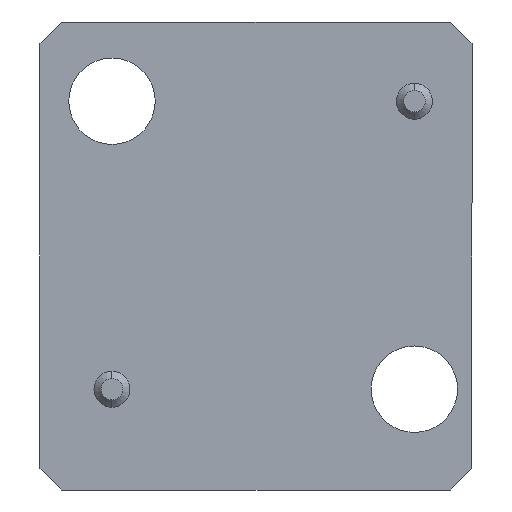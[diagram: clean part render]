
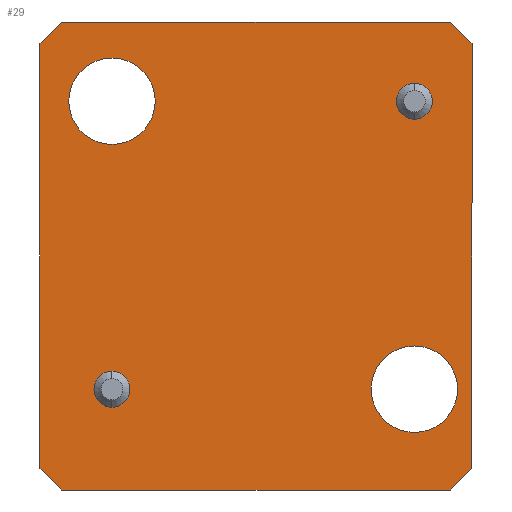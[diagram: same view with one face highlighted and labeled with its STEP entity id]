
A CAD part, front view. The second image highlights one B-rep face of the part: STEP entity #29.
In plain terms, the highlighted planar face has unit normal (0, -1, 0).
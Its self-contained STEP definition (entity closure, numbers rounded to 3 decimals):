
#8 = CARTESIAN_POINT ( 'NONE',  ( 60., 0., -3. ) ) ;
#12 = DIRECTION ( 'NONE',  ( -0.707, 0., -0.707 ) ) ;
#20 = CARTESIAN_POINT ( 'NONE',  ( 0., 0., 0. ) ) ;
#27 = CARTESIAN_POINT ( 'NONE',  ( 3., 0., 0. ) ) ;
#29 = ADVANCED_FACE ( 'NONE', ( #176, #844, #616, #257, #539 ), #402, .T. ) ;
#30 = VECTOR ( 'NONE', #228, 1000. ) ;
#34 = CARTESIAN_POINT ( 'NONE',  ( 52., 0., -11. ) ) ;
#38 = DIRECTION ( 'NONE',  ( 0., 1., 0. ) ) ;
#51 = CARTESIAN_POINT ( 'NONE',  ( 0., 0., -3. ) ) ;
#59 = DIRECTION ( 'NONE',  ( 0.707, 0., 0.707 ) ) ;
#62 = ORIENTED_EDGE ( 'NONE', *, *, #923, .F. ) ;
#82 = CARTESIAN_POINT ( 'NONE',  ( 10., 0., -5. ) ) ;
#100 = DIRECTION ( 'NONE',  ( 0., -1., 0. ) ) ;
#104 = ORIENTED_EDGE ( 'NONE', *, *, #185, .T. ) ;
#109 = VERTEX_POINT ( 'NONE', #774 ) ;
#117 = EDGE_CURVE ( 'NONE', #272, #932, #734, .T. ) ;
#118 = DIRECTION ( 'NONE',  ( 0., 0., 1. ) ) ;
#121 = DIRECTION ( 'NONE',  ( 0., 1., 0. ) ) ;
#130 = EDGE_CURVE ( 'NONE', #146, #258, #587, .T. ) ;
#139 = DIRECTION ( 'NONE',  ( 0., -1., 0. ) ) ;
#146 = VERTEX_POINT ( 'NONE', #27 ) ;
#147 = EDGE_CURVE ( 'NONE', #415, #353, #252, .T. ) ;
#160 = AXIS2_PLACEMENT_3D ( 'NONE', #344, #121, #550 ) ;
#162 = DIRECTION ( 'NONE',  ( 0., 1., 0. ) ) ;
#173 = ORIENTED_EDGE ( 'NONE', *, *, #452, .F. ) ;
#176 = FACE_BOUND ( 'NONE', #205, .T. ) ;
#179 = VERTEX_POINT ( 'NONE', #693 ) ;
#185 = EDGE_CURVE ( 'NONE', #712, #220, #198, .T. ) ;
#190 = CARTESIAN_POINT ( 'NONE',  ( 52., 0., -51. ) ) ;
#193 = DIRECTION ( 'NONE',  ( 0., 0., -1. ) ) ;
#198 = CIRCLE ( 'NONE', #933, 6. ) ;
#205 = EDGE_LOOP ( 'NONE', ( #321, #877 ) ) ;
#210 = LINE ( 'NONE', #504, #493 ) ;
#214 = CIRCLE ( 'NONE', #899, 6. ) ;
#217 = DIRECTION ( 'NONE',  ( 0., 0., -1. ) ) ;
#220 = VERTEX_POINT ( 'NONE', #499 ) ;
#221 = CARTESIAN_POINT ( 'NONE',  ( 0., 0., 0. ) ) ;
#228 = DIRECTION ( 'NONE',  ( 1., 0., 0. ) ) ;
#231 = AXIS2_PLACEMENT_3D ( 'NONE', #34, #507, #440 ) ;
#238 = LINE ( 'NONE', #523, #600 ) ;
#252 = CIRCLE ( 'NONE', #231, 2.5 ) ;
#255 = ORIENTED_EDGE ( 'NONE', *, *, #147, .F. ) ;
#257 = FACE_BOUND ( 'NONE', #622, .T. ) ;
#258 = VERTEX_POINT ( 'NONE', #718 ) ;
#261 = CARTESIAN_POINT ( 'NONE',  ( 10., 0., -11. ) ) ;
#265 = AXIS2_PLACEMENT_3D ( 'NONE', #293, #162, #444 ) ;
#272 = VERTEX_POINT ( 'NONE', #435 ) ;
#277 = EDGE_LOOP ( 'NONE', ( #858, #335, #173, #398, #593, #533, #845, #847 ) ) ;
#286 = EDGE_CURVE ( 'NONE', #525, #179, #214, .T. ) ;
#293 = CARTESIAN_POINT ( 'NONE',  ( 10., 0., -11. ) ) ;
#301 = CARTESIAN_POINT ( 'NONE',  ( 10., 0., -48.5 ) ) ;
#317 = EDGE_CURVE ( 'NONE', #109, #762, #773, .T. ) ;
#318 = DIRECTION ( 'NONE',  ( 0., 0., 1. ) ) ;
#321 = ORIENTED_EDGE ( 'NONE', *, *, #861, .F. ) ;
#330 = CIRCLE ( 'NONE', #160, 6. ) ;
#331 = VERTEX_POINT ( 'NONE', #51 ) ;
#334 = AXIS2_PLACEMENT_3D ( 'NONE', #812, #139, #381 ) ;
#335 = ORIENTED_EDGE ( 'NONE', *, *, #317, .T. ) ;
#340 = CARTESIAN_POINT ( 'NONE',  ( 3., 0., -65. ) ) ;
#344 = CARTESIAN_POINT ( 'NONE',  ( 52., 0., -51. ) ) ;
#353 = VERTEX_POINT ( 'NONE', #919 ) ;
#364 = VERTEX_POINT ( 'NONE', #779 ) ;
#373 = CARTESIAN_POINT ( 'NONE',  ( 52., 0., -8.5 ) ) ;
#375 = VECTOR ( 'NONE', #59, 1000. ) ;
#379 = CARTESIAN_POINT ( 'NONE',  ( -31., 0., -31. ) ) ;
#381 = DIRECTION ( 'NONE',  ( 0., 0., -1. ) ) ;
#386 = CARTESIAN_POINT ( 'NONE',  ( 60., 0., -62. ) ) ;
#393 = CIRCLE ( 'NONE', #511, 2.5 ) ;
#394 = CIRCLE ( 'NONE', #758, 2.5 ) ;
#398 = ORIENTED_EDGE ( 'NONE', *, *, #846, .T. ) ;
#399 = DIRECTION ( 'NONE',  ( 0.707, 0., -0.707 ) ) ;
#402 = PLANE ( 'NONE',  #816 ) ;
#409 = CARTESIAN_POINT ( 'NONE',  ( 52., 0., -11. ) ) ;
#415 = VERTEX_POINT ( 'NONE', #373 ) ;
#432 = CARTESIAN_POINT ( 'NONE',  ( 10., 0., -51. ) ) ;
#435 = CARTESIAN_POINT ( 'NONE',  ( 0., 0., -62. ) ) ;
#439 = CARTESIAN_POINT ( 'NONE',  ( 1.5, 0., -1.5 ) ) ;
#440 = DIRECTION ( 'NONE',  ( 0., 0., -1. ) ) ;
#444 = DIRECTION ( 'NONE',  ( 0., 0., 1. ) ) ;
#446 = EDGE_LOOP ( 'NONE', ( #255, #62 ) ) ;
#452 = EDGE_CURVE ( 'NONE', #677, #762, #238, .T. ) ;
#463 = CARTESIAN_POINT ( 'NONE',  ( 52., 0., -57. ) ) ;
#479 = EDGE_CURVE ( 'NONE', #109, #932, #210, .T. ) ;
#484 = VERTEX_POINT ( 'NONE', #301 ) ;
#485 = EDGE_CURVE ( 'NONE', #179, #525, #765, .T. ) ;
#493 = VECTOR ( 'NONE', #800, 1000. ) ;
#496 = CIRCLE ( 'NONE', #334, 2.5 ) ;
#499 = CARTESIAN_POINT ( 'NONE',  ( 52., 0., -45. ) ) ;
#504 = CARTESIAN_POINT ( 'NONE',  ( 0., 0., -65. ) ) ;
#506 = CARTESIAN_POINT ( 'NONE',  ( 28.5, 0., 28.5 ) ) ;
#507 = DIRECTION ( 'NONE',  ( 0., -1., 0. ) ) ;
#511 = AXIS2_PLACEMENT_3D ( 'NONE', #432, #775, #720 ) ;
#512 = DIRECTION ( 'NONE',  ( -0.707, 0., 0.707 ) ) ;
#522 = LINE ( 'NONE', #439, #675 ) ;
#523 = CARTESIAN_POINT ( 'NONE',  ( 60., 0., 0. ) ) ;
#525 = VERTEX_POINT ( 'NONE', #82 ) ;
#533 = ORIENTED_EDGE ( 'NONE', *, *, #778, .T. ) ;
#539 = FACE_OUTER_BOUND ( 'NONE', #277, .T. ) ;
#550 = DIRECTION ( 'NONE',  ( 0., 0., 1. ) ) ;
#551 = EDGE_CURVE ( 'NONE', #220, #712, #330, .T. ) ;
#556 = EDGE_LOOP ( 'NONE', ( #906, #104 ) ) ;
#569 = LINE ( 'NONE', #221, #629 ) ;
#578 = ORIENTED_EDGE ( 'NONE', *, *, #286, .T. ) ;
#587 = LINE ( 'NONE', #20, #30 ) ;
#593 = ORIENTED_EDGE ( 'NONE', *, *, #130, .F. ) ;
#600 = VECTOR ( 'NONE', #828, 1000. ) ;
#616 = FACE_BOUND ( 'NONE', #556, .T. ) ;
#622 = EDGE_LOOP ( 'NONE', ( #578, #914 ) ) ;
#629 = VECTOR ( 'NONE', #721, 1000. ) ;
#637 = DIRECTION ( 'NONE',  ( 0., 1., 0. ) ) ;
#656 = VECTOR ( 'NONE', #399, 1000. ) ;
#663 = VECTOR ( 'NONE', #512, 1000. ) ;
#675 = VECTOR ( 'NONE', #12, 1000. ) ;
#677 = VERTEX_POINT ( 'NONE', #8 ) ;
#678 = EDGE_CURVE ( 'NONE', #364, #484, #393, .T. ) ;
#693 = CARTESIAN_POINT ( 'NONE',  ( 10., 0., -17. ) ) ;
#699 = DIRECTION ( 'NONE',  ( 0., -1., 0. ) ) ;
#712 = VERTEX_POINT ( 'NONE', #463 ) ;
#718 = CARTESIAN_POINT ( 'NONE',  ( 57., 0., 0. ) ) ;
#720 = DIRECTION ( 'NONE',  ( 0., 0., -1. ) ) ;
#721 = DIRECTION ( 'NONE',  ( 0., 0., 1. ) ) ;
#734 = LINE ( 'NONE', #379, #656 ) ;
#757 = CARTESIAN_POINT ( 'NONE',  ( 0., 0., 0. ) ) ;
#758 = AXIS2_PLACEMENT_3D ( 'NONE', #409, #699, #193 ) ;
#762 = VERTEX_POINT ( 'NONE', #386 ) ;
#765 = CIRCLE ( 'NONE', #265, 6. ) ;
#773 = LINE ( 'NONE', #784, #375 ) ;
#774 = CARTESIAN_POINT ( 'NONE',  ( 57., 0., -65. ) ) ;
#775 = DIRECTION ( 'NONE',  ( 0., -1., 0. ) ) ;
#778 = EDGE_CURVE ( 'NONE', #146, #331, #522, .T. ) ;
#779 = CARTESIAN_POINT ( 'NONE',  ( 10., 0., -53.5 ) ) ;
#784 = CARTESIAN_POINT ( 'NONE',  ( 61., 0., -61. ) ) ;
#800 = DIRECTION ( 'NONE',  ( -1., 0., 0. ) ) ;
#812 = CARTESIAN_POINT ( 'NONE',  ( 10., 0., -51. ) ) ;
#816 = AXIS2_PLACEMENT_3D ( 'NONE', #757, #100, #217 ) ;
#828 = DIRECTION ( 'NONE',  ( 0., 0., -1. ) ) ;
#839 = EDGE_CURVE ( 'NONE', #272, #331, #569, .T. ) ;
#844 = FACE_BOUND ( 'NONE', #446, .T. ) ;
#845 = ORIENTED_EDGE ( 'NONE', *, *, #839, .F. ) ;
#846 = EDGE_CURVE ( 'NONE', #677, #258, #874, .T. ) ;
#847 = ORIENTED_EDGE ( 'NONE', *, *, #117, .T. ) ;
#858 = ORIENTED_EDGE ( 'NONE', *, *, #479, .F. ) ;
#861 = EDGE_CURVE ( 'NONE', #484, #364, #496, .T. ) ;
#874 = LINE ( 'NONE', #506, #663 ) ;
#877 = ORIENTED_EDGE ( 'NONE', *, *, #678, .F. ) ;
#899 = AXIS2_PLACEMENT_3D ( 'NONE', #261, #637, #118 ) ;
#906 = ORIENTED_EDGE ( 'NONE', *, *, #551, .T. ) ;
#914 = ORIENTED_EDGE ( 'NONE', *, *, #485, .T. ) ;
#919 = CARTESIAN_POINT ( 'NONE',  ( 52., 0., -13.5 ) ) ;
#923 = EDGE_CURVE ( 'NONE', #353, #415, #394, .T. ) ;
#932 = VERTEX_POINT ( 'NONE', #340 ) ;
#933 = AXIS2_PLACEMENT_3D ( 'NONE', #190, #38, #318 ) ;
